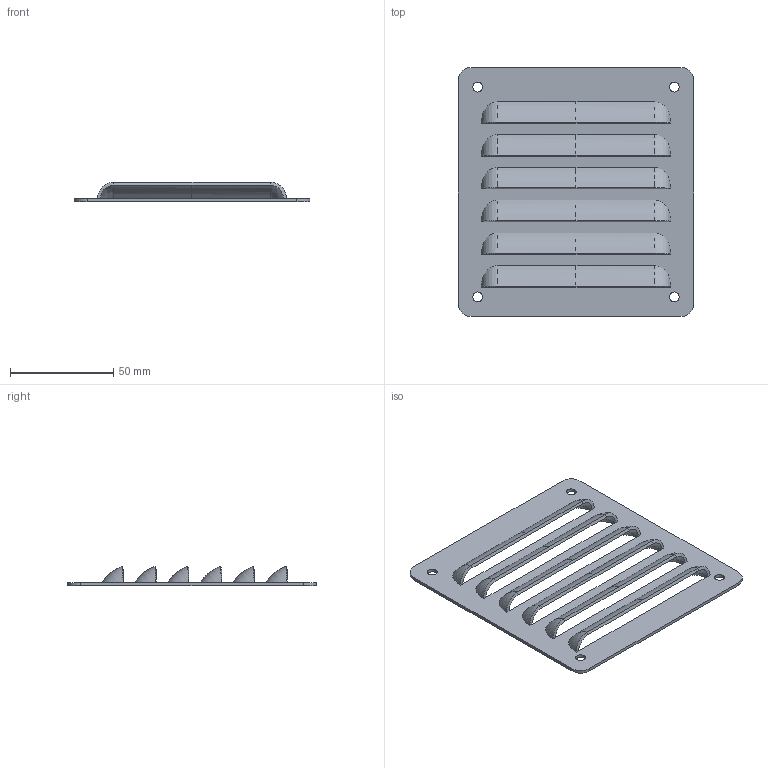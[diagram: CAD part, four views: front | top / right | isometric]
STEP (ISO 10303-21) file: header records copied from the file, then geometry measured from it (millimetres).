
FILE_DESCRIPTION (( 'STEP AP214' ), '1' );
FILE_NAME ('SCE-AVK34SS.STEP', '2022-09-02T15:12:50', ( '' ), ( '' ), 'SwSTEP 2.0', 'SolidWorks 2021', '' );
FILE_SCHEMA (( 'AUTOMOTIVE_DESIGN' ));
Length unit declared in the file: inch
Products named in the file (1): SCE-AVK34SS
Bounding box: 114.3 x 120.65 x 9.35 mm (x, y, z)
Volume: 23886.1 mm3; surface area: 33624 mm2
Topology: 1 solids, 1 shells, 108 faces, 281 edges, 175 vertices
Faces by surface type: bspline 48, cylinder 36, plane 24
Entity records: 17258 total; most frequent: CARTESIAN_POINT 14936, ORIENTED_EDGE 562, DIRECTION 302, EDGE_CURVE 281, VERTEX_POINT 175, B_SPLINE_CURVE_WITH_KNOTS 137, EDGE_LOOP 128, FACE_OUTER_BOUND 108
